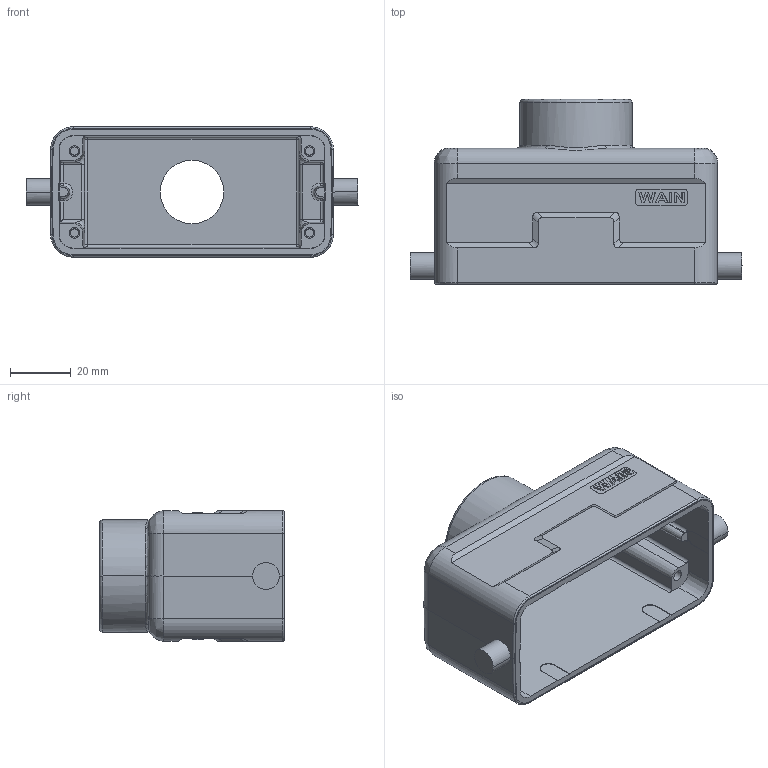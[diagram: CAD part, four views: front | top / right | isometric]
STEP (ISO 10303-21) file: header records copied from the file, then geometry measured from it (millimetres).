
FILE_DESCRIPTION((''),'2;1');
FILE_NAME('MANIFOLD_SOLID_BREP_11389','2017-09-20T',('wl.kang'),(''),'PRO/ENGINEER BY PARAMETRIC TECHNOLOGY CORPORATION, 2012480','PRO/ENGINEER BY PARAMETRIC TECHNOLOGY CORPORATION, 2012480','');
FILE_SCHEMA(('AUTOMOTIVE_DESIGN { 1 0 10303 214 1 1 1 1 }'));
Length unit declared in the file: millimetre
Products named in the file (1): MANIFOLD_SOLID_BREP_11389
Bounding box: 109.5 x 61 x 43 mm (x, y, z)
Volume: 59231.7 mm3; surface area: 32366.3 mm2
Topology: 1 solids, 1 shells, 327 faces, 850 edges, 537 vertices
Faces by surface type: plane 185, cylinder 97, bspline 14, cone 12, sphere 11, torus 8
Entity records: 11610 total; most frequent: CARTESIAN_POINT 3638, ORIENTED_EDGE 1678, DIRECTION 1547, EDGE_CURVE 839, VECTOR 565, LINE 565, VERTEX_POINT 537, AXIS2_PLACEMENT_3D 491
